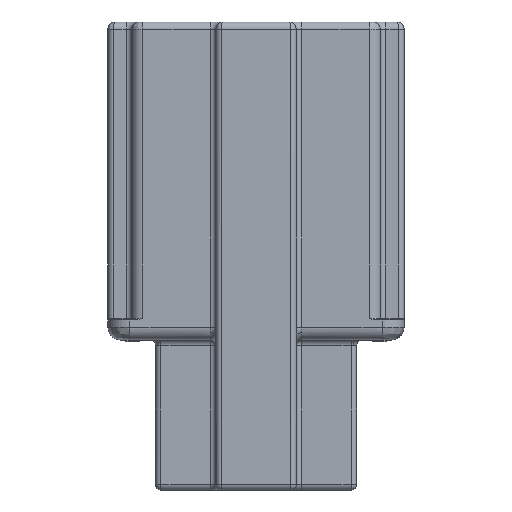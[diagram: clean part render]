
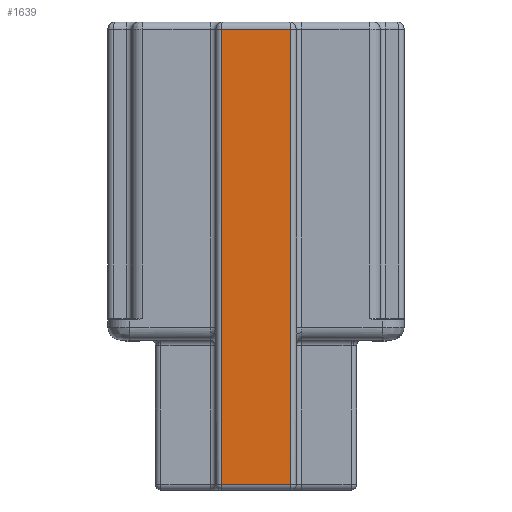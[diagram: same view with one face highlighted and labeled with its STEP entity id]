
A CAD part, left-side view. The second image highlights one B-rep face of the part: STEP entity #1639.
In plain terms, the highlighted planar face has unit normal (-1, 0, 0).
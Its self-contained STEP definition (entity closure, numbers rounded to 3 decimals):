
#1639=ADVANCED_FACE('',(#3349),#2714,.T.);
#2714=PLANE('',#21085);
#3349=FACE_OUTER_BOUND('',#4570,.T.);
#4570=EDGE_LOOP('',(#8003,#8004,#8005,#8006));
#8003=ORIENTED_EDGE('',*,*,#15350,.T.);
#8004=ORIENTED_EDGE('',*,*,#15351,.T.);
#8005=ORIENTED_EDGE('',*,*,#15352,.T.);
#8006=ORIENTED_EDGE('',*,*,#15353,.T.);
#13267=VERTEX_POINT('',#31997);
#13268=VERTEX_POINT('',#31998);
#13269=VERTEX_POINT('',#32000);
#13270=VERTEX_POINT('',#32002);
#15350=EDGE_CURVE('',#13267,#13268,#17932,.T.);
#15351=EDGE_CURVE('',#13268,#13269,#17933,.T.);
#15352=EDGE_CURVE('',#13269,#13270,#17934,.T.);
#15353=EDGE_CURVE('',#13270,#13267,#17935,.T.);
#17932=LINE('',#31996,#19650);
#17933=LINE('',#31999,#19651);
#17934=LINE('',#32001,#19652);
#17935=LINE('',#32003,#19653);
#19650=VECTOR('',#24409,1.);
#19651=VECTOR('',#24410,1.);
#19652=VECTOR('',#24411,1.);
#19653=VECTOR('',#24412,1.);
#21085=AXIS2_PLACEMENT_3D('',#32004,#24413,#24414);
#24409=DIRECTION('',(0.,0.,1.));
#24410=DIRECTION('',(0.,1.,0.));
#24411=DIRECTION('',(0.,0.,-1.));
#24412=DIRECTION('',(0.,-1.,0.));
#24413=DIRECTION('',(-1.,0.,0.));
#24414=DIRECTION('',(0.,-1.,0.));
#31996=CARTESIAN_POINT('',(-5.875,-1.9,0.5));
#31997=CARTESIAN_POINT('',(-5.875,-1.9,-24.8));
#31998=CARTESIAN_POINT('',(-5.875,-1.9,0.1));
#31999=CARTESIAN_POINT('',(-5.875,-2.2,0.1));
#32000=CARTESIAN_POINT('',(-5.875,1.9,0.1));
#32001=CARTESIAN_POINT('',(-5.875,1.9,0.5));
#32002=CARTESIAN_POINT('',(-5.875,1.9,-24.8));
#32003=CARTESIAN_POINT('',(-5.875,-2.2,-24.8));
#32004=CARTESIAN_POINT('',(-5.875,-2.2,0.5));
